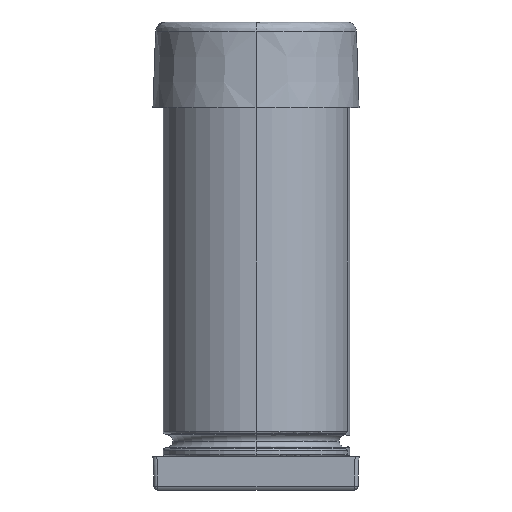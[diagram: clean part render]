
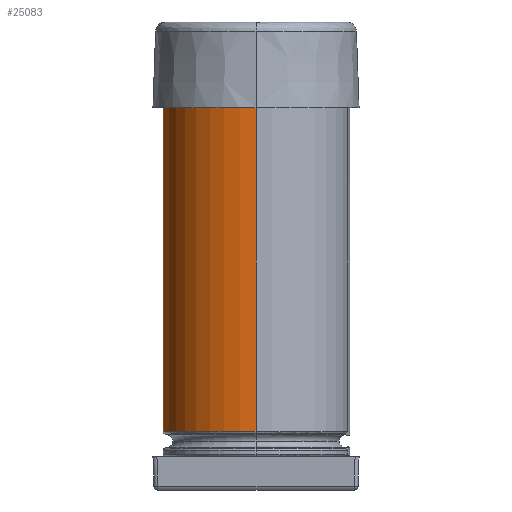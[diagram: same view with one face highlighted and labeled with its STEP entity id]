
A CAD part, left-side view. The second image highlights one B-rep face of the part: STEP entity #25083.
In plain terms, the highlighted cylindrical face has radius 17.75 mm (diameter 35.5 mm), a partial arc.
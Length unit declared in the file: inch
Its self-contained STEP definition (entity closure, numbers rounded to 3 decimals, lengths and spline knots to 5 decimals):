
#1852 = CIRCLE ( 'NONE', #1865, 0.69882 ) ;
#1856 = CIRCLE ( 'NONE', #1857, 0.69882 ) ;
#1857 = AXIS2_PLACEMENT_3D ( 'NONE', #3151, #3152, #3153 ) ;
#1864 = VECTOR ( 'NONE', #3171, 39.37008 ) ;
#1865 = AXIS2_PLACEMENT_3D ( 'NONE', #3172, #3173, #3174 ) ;
#1867 = VECTOR ( 'NONE', #3176, 39.37008 ) ;
#1898 = AXIS2_PLACEMENT_3D ( 'NONE', #3298, #3299, #3300 ) ;
#2249 = CYLINDRICAL_SURFACE ( 'NONE', #1898, 0.69882 ) ;
#2267 = LINE ( 'NONE', #3170, #1864 ) ;
#2268 = LINE ( 'NONE', #3175, #1867 ) ;
#2274 = FACE_OUTER_BOUND ( 'NONE', #23840, .T. ) ;
#3151 = CARTESIAN_POINT ( 'NONE',  ( -0.8825, 0., 0.44071 ) ) ;
#3152 = DIRECTION ( 'NONE',  ( 0., 0., 1. ) ) ;
#3153 = DIRECTION ( 'NONE',  ( 1., 0., 0. ) ) ;
#3170 = CARTESIAN_POINT ( 'NONE',  ( -0.18368, 0., 3.39961 ) ) ;
#3171 = DIRECTION ( 'NONE',  ( 0., 0., -1. ) ) ;
#3172 = CARTESIAN_POINT ( 'NONE',  ( -0.8825, 0., 3.37992 ) ) ;
#3173 = DIRECTION ( 'NONE',  ( 0., 0., -1. ) ) ;
#3174 = DIRECTION ( 'NONE',  ( 1., 0., 0. ) ) ;
#3175 = CARTESIAN_POINT ( 'NONE',  ( -1.58132, 0., 3.39961 ) ) ;
#3176 = DIRECTION ( 'NONE',  ( 0., 0., -1. ) ) ;
#3298 = CARTESIAN_POINT ( 'NONE',  ( -0.8825, 0., 3.39961 ) ) ;
#3299 = DIRECTION ( 'NONE',  ( 0., 0., -1. ) ) ;
#3300 = DIRECTION ( 'NONE',  ( -1., 0., 0. ) ) ;
#6074 = CARTESIAN_POINT ( 'NONE',  ( -1.58132, 0., 0.44071 ) ) ;
#6075 = CARTESIAN_POINT ( 'NONE',  ( -0.18368, 0., 0.44071 ) ) ;
#6077 = CARTESIAN_POINT ( 'NONE',  ( -1.58132, 0., 3.37992 ) ) ;
#6078 = CARTESIAN_POINT ( 'NONE',  ( -0.18368, 0., 3.37992 ) ) ;
#23840 = EDGE_LOOP ( 'NONE', ( #24557, #24560, #24559, #24561 ) ) ;
#24557 = ORIENTED_EDGE ( 'NONE', *, *, #25047, .T. ) ;
#24559 = ORIENTED_EDGE ( 'NONE', *, *, #25042, .T. ) ;
#24560 = ORIENTED_EDGE ( 'NONE', *, *, #25046, .T. ) ;
#24561 = ORIENTED_EDGE ( 'NONE', *, *, #25048, .F. ) ;
#25042 = EDGE_CURVE ( 'NONE', #25353, #25352, #1856, .T. ) ;
#25046 = EDGE_CURVE ( 'NONE', #25356, #25353, #2267, .T. ) ;
#25047 = EDGE_CURVE ( 'NONE', #25355, #25356, #1852, .T. ) ;
#25048 = EDGE_CURVE ( 'NONE', #25355, #25352, #2268, .T. ) ;
#25083 = ADVANCED_FACE ( 'NONE', ( #2274 ), #2249, .T. ) ;
#25352 = VERTEX_POINT ( 'NONE', #6074 ) ;
#25353 = VERTEX_POINT ( 'NONE', #6075 ) ;
#25355 = VERTEX_POINT ( 'NONE', #6077 ) ;
#25356 = VERTEX_POINT ( 'NONE', #6078 ) ;
